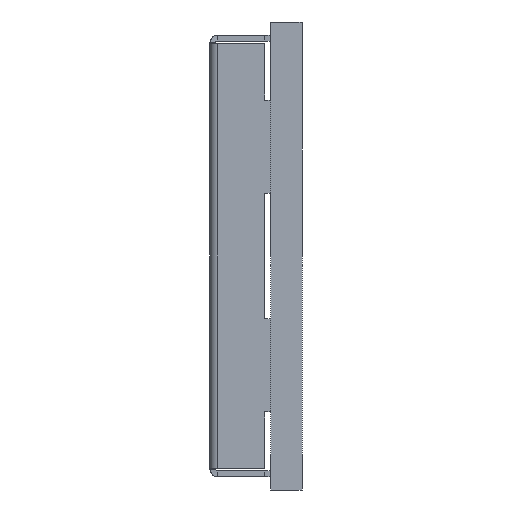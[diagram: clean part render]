
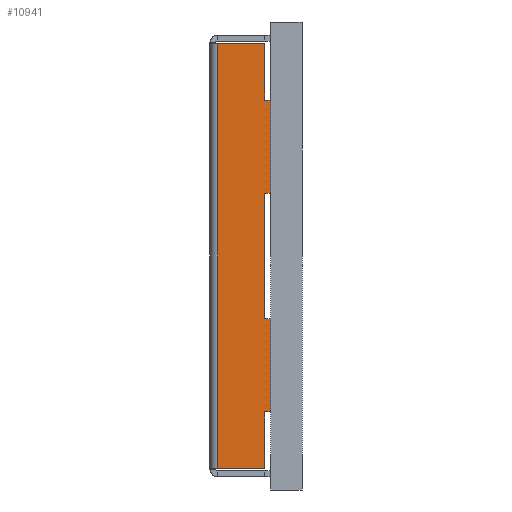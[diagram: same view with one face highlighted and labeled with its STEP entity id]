
A CAD part, left-side view. The second image highlights one B-rep face of the part: STEP entity #10941.
In plain terms, the highlighted planar face has unit normal (-1, 0, 0).
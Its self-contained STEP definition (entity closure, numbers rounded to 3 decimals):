
#9531=CARTESIAN_POINT('',(0.464,0.62,2.034));
#9532=VERTEX_POINT('',#9531);
#9547=CARTESIAN_POINT('',(0.464,0.62,4.465));
#9548=VERTEX_POINT('',#9547);
#9555=CARTESIAN_POINT('',(0.464,0.62,4.465));
#9556=DIRECTION('',(0.,0.,-1.));
#9557=VECTOR('',#9556,2.431);
#9558=LINE('',#9555,#9557);
#9559=EDGE_CURVE('',#9548,#9532,#9558,.T.);
#10709=CARTESIAN_POINT('',(0.464,2.2,11.634));
#10710=VERTEX_POINT('',#10709);
#10776=CARTESIAN_POINT('',(0.464,2.2,0.566));
#10777=VERTEX_POINT('',#10776);
#10805=CARTESIAN_POINT('',(0.464,2.2,0.566));
#10806=DIRECTION('',(-0.,-0.,1.));
#10807=VECTOR('',#10806,11.067);
#10808=LINE('',#10805,#10807);
#10809=EDGE_CURVE('',#10777,#10710,#10808,.T.);
#10839=CARTESIAN_POINT('',(0.464,0.967,11.634));
#10840=VERTEX_POINT('',#10839);
#10854=CARTESIAN_POINT('',(0.464,2.2,11.634));
#10855=DIRECTION('',(0.,-1.,-0.));
#10856=VECTOR('',#10855,1.233);
#10857=LINE('',#10854,#10856);
#10858=EDGE_CURVE('',#10710,#10840,#10857,.T.);
#10863=CARTESIAN_POINT('',(0.464,-0.2,6.1));
#10864=DIRECTION('',(1.,-0.,0.));
#10865=DIRECTION('',(-0.,-1.,-0.));
#10866=AXIS2_PLACEMENT_3D('',#10863,#10864,#10865);
#10867=PLANE('',#10866);
#10868=CARTESIAN_POINT('',(0.464,0.967,0.566));
#10869=VERTEX_POINT('',#10868);
#10870=CARTESIAN_POINT('',(0.464,2.2,0.566));
#10871=DIRECTION('',(-0.,-1.,-0.));
#10872=VECTOR('',#10871,1.233);
#10873=LINE('',#10870,#10872);
#10874=EDGE_CURVE('',#10777,#10869,#10873,.T.);
#10875=ORIENTED_EDGE('',*,*,#10874,.T.);
#10876=CARTESIAN_POINT('',(0.464,0.967,2.034));
#10877=VERTEX_POINT('',#10876);
#10878=CARTESIAN_POINT('',(0.464,0.967,2.034));
#10879=DIRECTION('',(0.,0.,-1.));
#10880=VECTOR('',#10879,1.468);
#10881=LINE('',#10878,#10880);
#10882=EDGE_CURVE('',#10877,#10869,#10881,.T.);
#10883=ORIENTED_EDGE('',*,*,#10882,.F.);
#10884=CARTESIAN_POINT('',(0.464,0.62,2.034));
#10885=DIRECTION('',(0.,1.,0.));
#10886=VECTOR('',#10885,0.347);
#10887=LINE('',#10884,#10886);
#10888=EDGE_CURVE('',#9532,#10877,#10887,.T.);
#10889=ORIENTED_EDGE('',*,*,#10888,.F.);
#10890=ORIENTED_EDGE('',*,*,#9559,.F.);
#10891=CARTESIAN_POINT('',(0.464,0.967,4.465));
#10892=VERTEX_POINT('',#10891);
#10893=CARTESIAN_POINT('',(0.464,0.967,4.465));
#10894=DIRECTION('',(-0.,-1.,-0.));
#10895=VECTOR('',#10894,0.347);
#10896=LINE('',#10893,#10895);
#10897=EDGE_CURVE('',#10892,#9548,#10896,.T.);
#10898=ORIENTED_EDGE('',*,*,#10897,.F.);
#10899=CARTESIAN_POINT('',(0.464,0.967,7.735));
#10900=VERTEX_POINT('',#10899);
#10901=CARTESIAN_POINT('',(0.464,0.967,7.735));
#10902=DIRECTION('',(0.,-0.,-1.));
#10903=VECTOR('',#10902,3.27);
#10904=LINE('',#10901,#10903);
#10905=EDGE_CURVE('',#10900,#10892,#10904,.T.);
#10906=ORIENTED_EDGE('',*,*,#10905,.F.);
#10907=CARTESIAN_POINT('',(0.464,0.62,7.735));
#10908=VERTEX_POINT('',#10907);
#10909=CARTESIAN_POINT('',(0.464,0.62,7.735));
#10910=DIRECTION('',(0.,1.,-0.));
#10911=VECTOR('',#10910,0.347);
#10912=LINE('',#10909,#10911);
#10913=EDGE_CURVE('',#10908,#10900,#10912,.T.);
#10914=ORIENTED_EDGE('',*,*,#10913,.F.);
#10915=CARTESIAN_POINT('',(0.464,0.62,10.166));
#10916=VERTEX_POINT('',#10915);
#10917=CARTESIAN_POINT('',(0.464,0.62,10.166));
#10918=DIRECTION('',(0.,0.,-1.));
#10919=VECTOR('',#10918,2.431);
#10920=LINE('',#10917,#10919);
#10921=EDGE_CURVE('',#10916,#10908,#10920,.T.);
#10922=ORIENTED_EDGE('',*,*,#10921,.F.);
#10923=CARTESIAN_POINT('',(0.464,0.967,10.166));
#10924=VERTEX_POINT('',#10923);
#10925=CARTESIAN_POINT('',(0.464,0.967,10.166));
#10926=DIRECTION('',(-0.,-1.,-0.));
#10927=VECTOR('',#10926,0.347);
#10928=LINE('',#10925,#10927);
#10929=EDGE_CURVE('',#10924,#10916,#10928,.T.);
#10930=ORIENTED_EDGE('',*,*,#10929,.F.);
#10931=CARTESIAN_POINT('',(0.464,0.967,11.634));
#10932=DIRECTION('',(0.,-0.,-1.));
#10933=VECTOR('',#10932,1.468);
#10934=LINE('',#10931,#10933);
#10935=EDGE_CURVE('',#10840,#10924,#10934,.T.);
#10936=ORIENTED_EDGE('',*,*,#10935,.F.);
#10937=ORIENTED_EDGE('',*,*,#10858,.F.);
#10938=ORIENTED_EDGE('',*,*,#10809,.F.);
#10939=EDGE_LOOP('',(#10875,#10883,#10889,#10890,#10898,#10906,#10914,#10922,#10930,#10936,#10937,#10938));
#10940=FACE_BOUND('',#10939,.T.);
#10941=ADVANCED_FACE('',(#10940),#10867,.F.);
